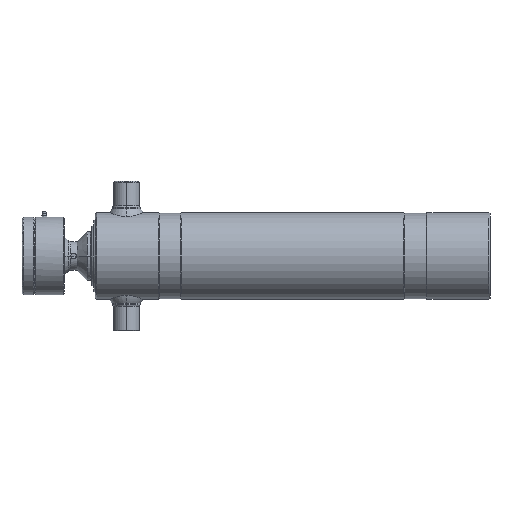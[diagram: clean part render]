
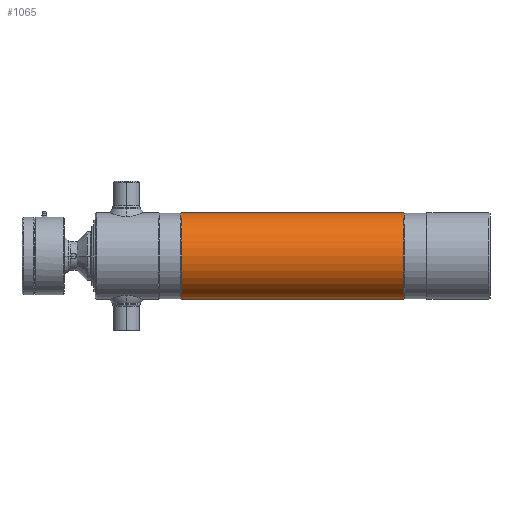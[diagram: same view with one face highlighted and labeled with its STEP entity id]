
A CAD part, left-side view. The second image highlights one B-rep face of the part: STEP entity #1065.
In plain terms, the highlighted cylindrical face has radius 75.75 mm (diameter 151.5 mm), a partial arc.
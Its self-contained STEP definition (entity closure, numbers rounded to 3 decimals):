
#54 = VERTEX_POINT ( 'NONE', #548 ) ;
#548 = CARTESIAN_POINT ( 'NONE',  ( 0., 538., 75.75 ) ) ;
#550 = VERTEX_POINT ( 'NONE', #1555 ) ;
#690 = CYLINDRICAL_SURFACE ( 'NONE', #6195, 75.75 ) ;
#748 = CARTESIAN_POINT ( 'NONE',  ( 0., 150., 75.75 ) ) ;
#1065 = ADVANCED_FACE ( 'NONE', ( #6674 ), #690, .T. ) ;
#1205 = VECTOR ( 'NONE', #1358, 1000. ) ;
#1358 = DIRECTION ( 'NONE',  ( 0., 1., 0. ) ) ;
#1555 = CARTESIAN_POINT ( 'NONE',  ( 0., 150., -75.75 ) ) ;
#1648 = ORIENTED_EDGE ( 'NONE', *, *, #6351, .T. ) ;
#1958 = CARTESIAN_POINT ( 'NONE',  ( 0., 522.61, 75.75 ) ) ;
#2150 = EDGE_CURVE ( 'NONE', #550, #8296, #6972, .T. ) ;
#2159 = DIRECTION ( 'NONE',  ( 0., 0., 1. ) ) ;
#2473 = ORIENTED_EDGE ( 'NONE', *, *, #2150, .F. ) ;
#3017 = EDGE_CURVE ( 'NONE', #8296, #54, #7610, .T. ) ;
#3504 = CIRCLE ( 'NONE', #5433, 75.75 ) ;
#3742 = ORIENTED_EDGE ( 'NONE', *, *, #5040, .T. ) ;
#4037 = VECTOR ( 'NONE', #6260, 1000. ) ;
#4564 = AXIS2_PLACEMENT_3D ( 'NONE', #7541, #9848, #2159 ) ;
#4603 = DIRECTION ( 'NONE',  ( 0., 0., 1. ) ) ;
#5013 = EDGE_LOOP ( 'NONE', ( #2473, #1648, #3742, #7658 ) ) ;
#5040 = EDGE_CURVE ( 'NONE', #5089, #54, #8242, .T. ) ;
#5089 = VERTEX_POINT ( 'NONE', #748 ) ;
#5257 = DIRECTION ( 'NONE',  ( 0., 1., 0. ) ) ;
#5433 = AXIS2_PLACEMENT_3D ( 'NONE', #6206, #5257, #7766 ) ;
#5465 = CARTESIAN_POINT ( 'NONE',  ( 0., 522.61, -75.75 ) ) ;
#6195 = AXIS2_PLACEMENT_3D ( 'NONE', #9931, #6777, #4603 ) ;
#6206 = CARTESIAN_POINT ( 'NONE',  ( 0., 150., 0. ) ) ;
#6260 = DIRECTION ( 'NONE',  ( 0., 1., 0. ) ) ;
#6351 = EDGE_CURVE ( 'NONE', #550, #5089, #3504, .T. ) ;
#6674 = FACE_OUTER_BOUND ( 'NONE', #5013, .T. ) ;
#6777 = DIRECTION ( 'NONE',  ( 0., 1., 0. ) ) ;
#6972 = LINE ( 'NONE', #5465, #4037 ) ;
#7541 = CARTESIAN_POINT ( 'NONE',  ( 0., 538., 0. ) ) ;
#7610 = CIRCLE ( 'NONE', #4564, 75.75 ) ;
#7658 = ORIENTED_EDGE ( 'NONE', *, *, #3017, .F. ) ;
#7766 = DIRECTION ( 'NONE',  ( 0., 0., 1. ) ) ;
#7804 = CARTESIAN_POINT ( 'NONE',  ( 0., 538., -75.75 ) ) ;
#8242 = LINE ( 'NONE', #1958, #1205 ) ;
#8296 = VERTEX_POINT ( 'NONE', #7804 ) ;
#9848 = DIRECTION ( 'NONE',  ( 0., 1., 0. ) ) ;
#9931 = CARTESIAN_POINT ( 'NONE',  ( 0., 522.61, 0. ) ) ;
